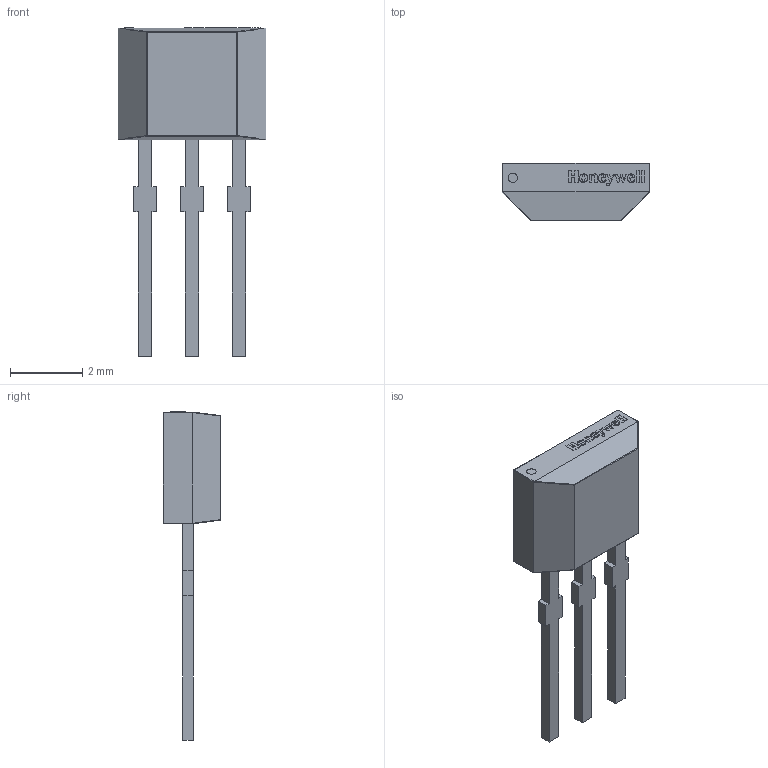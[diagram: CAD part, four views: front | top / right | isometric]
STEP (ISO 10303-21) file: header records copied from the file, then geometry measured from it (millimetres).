
FILE_DESCRIPTION(/* description */ (''),/* implementation_level */ '2;1');
FILE_NAME(/* name */ 'Texas Instruments SS49E - TO 92.stp',/* time_stamp */ '2021-09-17T22:09:30-04:00',/* author */ ('rabri'),/* organization */ (''),/* preprocessor_version */ 'ST-DEVELOPER v18',/* originating_system */ 'Autodesk Inventor 2020',/* authorisation */ '');
FILE_SCHEMA (('AUTOMOTIVE_DESIGN { 1 0 10303 214 3 1 1 }'));
Length unit declared in the file: millimetre
Products named in the file (4): Texas Instruments LM79L05ACZ NOPB - TO 92 LP0003A; body; terminal; logo
Assembly tree (3 placements, depth 2):
  Texas Instruments LM79L05ACZ NOPB - TO 92 LP0003A
    body
    terminal
    logo
Bounding box: 4.1 x 1.6 x 9.1 mm (x, y, z)
Volume: 20.6 mm3; surface area: 73.9 mm2
Topology: 13 solids, 13 shells, 217 faces, 551 edges, 360 vertices
Faces by surface type: plane 125, bspline 67, cylinder 17, sphere 8
Full cylindrical faces by diameter (mm): 0.255 x1
Entity records: 7004 total; most frequent: CARTESIAN_POINT 2014, ORIENTED_EDGE 1102, DIRECTION 783, EDGE_CURVE 551, LINE 377, VECTOR 377, VERTEX_POINT 360, EDGE_LOOP 223
